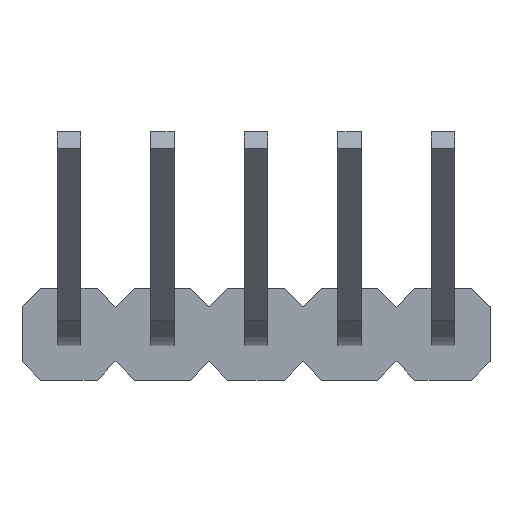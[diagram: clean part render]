
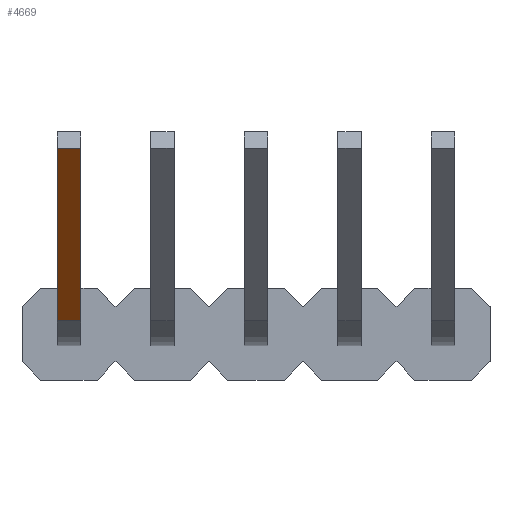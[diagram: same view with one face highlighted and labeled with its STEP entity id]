
A CAD part, front view. The second image highlights one B-rep face of the part: STEP entity #4669.
In plain terms, the highlighted planar face has unit normal (0, -0.707, -0.707).
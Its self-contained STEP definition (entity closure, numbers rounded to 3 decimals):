
#140 = VERTEX_POINT ( 'NONE', #1434 ) ;
#450 = LINE ( 'NONE', #3774, #3513 ) ;
#526 = AXIS2_PLACEMENT_3D ( 'NONE', #5539, #3686, #1844 ) ;
#763 = VECTOR ( 'NONE', #4915, 1000. ) ;
#1166 = ORIENTED_EDGE ( 'NONE', *, *, #2927, .F. ) ;
#1434 = CARTESIAN_POINT ( 'NONE',  ( 0.32, -2.049, 0.36 ) ) ;
#1716 = EDGE_CURVE ( 'NONE', #140, #2242, #450, .T. ) ;
#1718 = FACE_OUTER_BOUND ( 'NONE', #3657, .T. ) ;
#1844 = DIRECTION ( 'NONE',  ( 0., -0.707, 0.707 ) ) ;
#1941 = EDGE_CURVE ( 'NONE', #140, #5825, #3038, .T. ) ;
#2056 = DIRECTION ( 'NONE',  ( -1., 0., 0. ) ) ;
#2242 = VERTEX_POINT ( 'NONE', #4110 ) ;
#2372 = ORIENTED_EDGE ( 'NONE', *, *, #1941, .T. ) ;
#2589 = LINE ( 'NONE', #4469, #5224 ) ;
#2612 = LINE ( 'NONE', #3180, #4633 ) ;
#2927 = EDGE_CURVE ( 'NONE', #2242, #5158, #2612, .T. ) ;
#3038 = LINE ( 'NONE', #3925, #763 ) ;
#3180 = CARTESIAN_POINT ( 'NONE',  ( -0.32, -2.049, 0.36 ) ) ;
#3513 = VECTOR ( 'NONE', #3805, 1000. ) ;
#3657 = EDGE_LOOP ( 'NONE', ( #5851, #1166, #4986, #2372 ) ) ;
#3686 = DIRECTION ( 'NONE',  ( 0., 0.707, 0.707 ) ) ;
#3774 = CARTESIAN_POINT ( 'NONE',  ( -0.32, -2.049, 0.36 ) ) ;
#3805 = DIRECTION ( 'NONE',  ( -1., 0., 0. ) ) ;
#3925 = CARTESIAN_POINT ( 'NONE',  ( 0.32, -2.049, 0.36 ) ) ;
#4110 = CARTESIAN_POINT ( 'NONE',  ( -0.32, -2.049, 0.36 ) ) ;
#4469 = CARTESIAN_POINT ( 'NONE',  ( -0.32, -6.726, 5.037 ) ) ;
#4501 = CARTESIAN_POINT ( 'NONE',  ( -0.32, -6.726, 5.037 ) ) ;
#4633 = VECTOR ( 'NONE', #5915, 1000. ) ;
#4669 = ADVANCED_FACE ( 'NONE', ( #1718 ), #5100, .F. ) ;
#4915 = DIRECTION ( 'NONE',  ( 0., -0.707, 0.707 ) ) ;
#4986 = ORIENTED_EDGE ( 'NONE', *, *, #1716, .F. ) ;
#5063 = EDGE_CURVE ( 'NONE', #5825, #5158, #2589, .T. ) ;
#5100 = PLANE ( 'NONE',  #526 ) ;
#5158 = VERTEX_POINT ( 'NONE', #4501 ) ;
#5224 = VECTOR ( 'NONE', #2056, 1000. ) ;
#5438 = CARTESIAN_POINT ( 'NONE',  ( 0.32, -6.726, 5.037 ) ) ;
#5539 = CARTESIAN_POINT ( 'NONE',  ( -0.32, -2.049, 0.36 ) ) ;
#5825 = VERTEX_POINT ( 'NONE', #5438 ) ;
#5851 = ORIENTED_EDGE ( 'NONE', *, *, #5063, .T. ) ;
#5915 = DIRECTION ( 'NONE',  ( 0., -0.707, 0.707 ) ) ;
